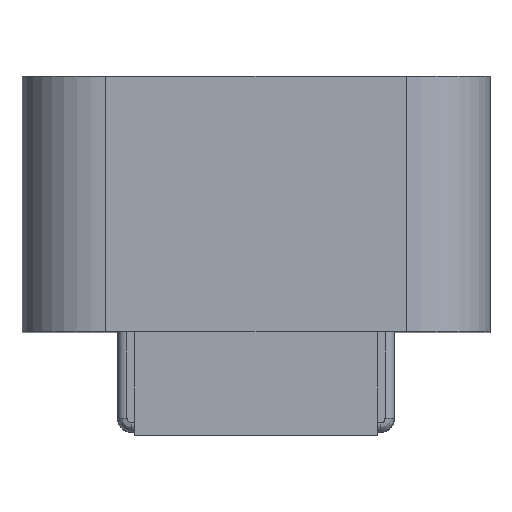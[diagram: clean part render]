
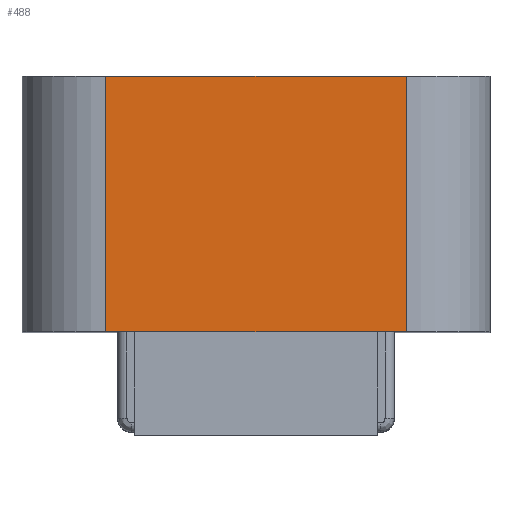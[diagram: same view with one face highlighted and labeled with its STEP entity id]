
A CAD part, top view. The second image highlights one B-rep face of the part: STEP entity #488.
In plain terms, the highlighted planar face has unit normal (0, 0, 1).
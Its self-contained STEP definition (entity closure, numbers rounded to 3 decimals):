
#31 = ORIENTED_EDGE ( 'NONE', *, *, #1336, .F. ) ;
#79 = VERTEX_POINT ( 'NONE', #999 ) ;
#82 = ORIENTED_EDGE ( 'NONE', *, *, #819, .F. ) ;
#135 = EDGE_CURVE ( 'NONE', #1084, #1117, #1737, .T. ) ;
#211 = LINE ( 'NONE', #648, #1613 ) ;
#229 = DIRECTION ( 'NONE',  ( -1., 0., 0. ) ) ;
#271 = DIRECTION ( 'NONE',  ( 0., 0., -1. ) ) ;
#375 = DIRECTION ( 'NONE',  ( 1., 0., 0. ) ) ;
#488 = ADVANCED_FACE ( 'NONE', ( #672 ), #989, .F. ) ;
#541 = VECTOR ( 'NONE', #375, 1000. ) ;
#586 = CARTESIAN_POINT ( 'NONE',  ( 1.6, 3.81, 2.935 ) ) ;
#590 = ORIENTED_EDGE ( 'NONE', *, *, #135, .F. ) ;
#648 = CARTESIAN_POINT ( 'NONE',  ( -2.49, 1.09, 2.935 ) ) ;
#660 = CARTESIAN_POINT ( 'NONE',  ( 2.49, 3.81, 2.935 ) ) ;
#672 = FACE_OUTER_BOUND ( 'NONE', #1676, .T. ) ;
#682 = DIRECTION ( 'NONE',  ( -1., 0., 0. ) ) ;
#741 = LINE ( 'NONE', #751, #1547 ) ;
#751 = CARTESIAN_POINT ( 'NONE',  ( -1.6, 3.81, 2.935 ) ) ;
#819 = EDGE_CURVE ( 'NONE', #852, #1084, #1614, .T. ) ;
#852 = VERTEX_POINT ( 'NONE', #1237 ) ;
#989 = PLANE ( 'NONE',  #1003 ) ;
#999 = CARTESIAN_POINT ( 'NONE',  ( -1.6, 1.09, 2.935 ) ) ;
#1003 = AXIS2_PLACEMENT_3D ( 'NONE', #1538, #271, #682 ) ;
#1032 = CARTESIAN_POINT ( 'NONE',  ( 1.6, 3.81, 2.935 ) ) ;
#1084 = VERTEX_POINT ( 'NONE', #586 ) ;
#1117 = VERTEX_POINT ( 'NONE', #1153 ) ;
#1120 = ORIENTED_EDGE ( 'NONE', *, *, #1221, .F. ) ;
#1153 = CARTESIAN_POINT ( 'NONE',  ( 1.6, 1.09, 2.935 ) ) ;
#1221 = EDGE_CURVE ( 'NONE', #79, #852, #741, .T. ) ;
#1237 = CARTESIAN_POINT ( 'NONE',  ( -1.6, 3.81, 2.935 ) ) ;
#1315 = DIRECTION ( 'NONE',  ( 0., -1., 0. ) ) ;
#1336 = EDGE_CURVE ( 'NONE', #1117, #79, #211, .T. ) ;
#1347 = VECTOR ( 'NONE', #1315, 1000. ) ;
#1454 = DIRECTION ( 'NONE',  ( 0., 1., 0. ) ) ;
#1538 = CARTESIAN_POINT ( 'NONE',  ( -2.49, 3.81, 2.935 ) ) ;
#1547 = VECTOR ( 'NONE', #1454, 1000. ) ;
#1613 = VECTOR ( 'NONE', #229, 1000. ) ;
#1614 = LINE ( 'NONE', #660, #541 ) ;
#1676 = EDGE_LOOP ( 'NONE', ( #590, #82, #1120, #31 ) ) ;
#1737 = LINE ( 'NONE', #1032, #1347 ) ;
